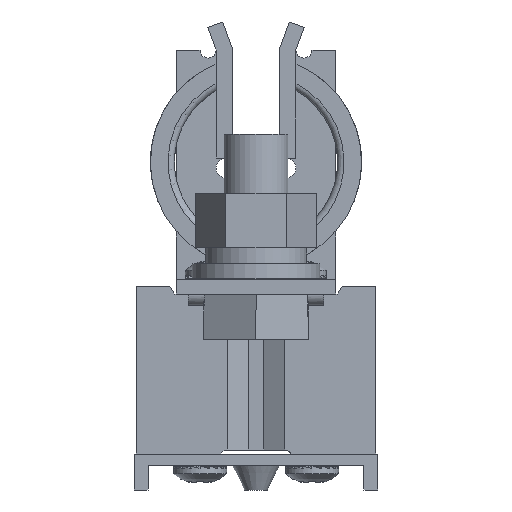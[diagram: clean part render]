
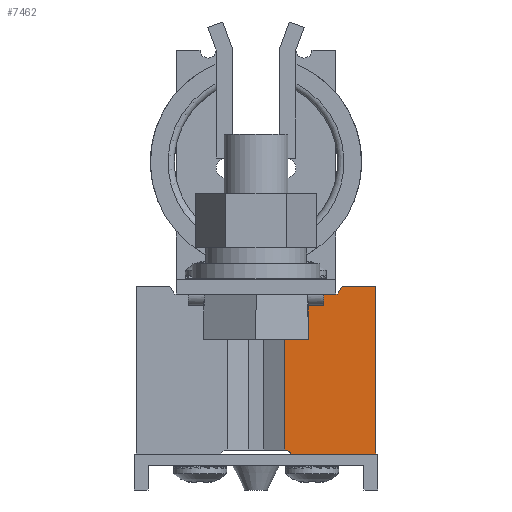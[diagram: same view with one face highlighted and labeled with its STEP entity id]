
A CAD part, front view. The second image highlights one B-rep face of the part: STEP entity #7462.
In plain terms, the highlighted planar face has unit normal (0, -1, 0).
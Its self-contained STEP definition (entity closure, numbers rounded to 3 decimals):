
#6668=FACE_OUTER_BOUND('',#9119,.T.);
#7462=ADVANCED_FACE('',(#6668),#8158,.T.);
#8158=PLANE('',#21946);
#9119=EDGE_LOOP('',(#12682,#12683,#12684,#12685,#12686,#12687,#12688,#12689,
#12690));
#12682=ORIENTED_EDGE('',*,*,#17307,.F.);
#12683=ORIENTED_EDGE('',*,*,#17276,.F.);
#12684=ORIENTED_EDGE('',*,*,#17255,.F.);
#12685=ORIENTED_EDGE('',*,*,#17308,.F.);
#12686=ORIENTED_EDGE('',*,*,#17283,.F.);
#12687=ORIENTED_EDGE('',*,*,#17289,.T.);
#12688=ORIENTED_EDGE('',*,*,#17274,.T.);
#12689=ORIENTED_EDGE('',*,*,#15962,.T.);
#12690=ORIENTED_EDGE('',*,*,#17267,.F.);
#14480=VERTEX_POINT('',#27090);
#14481=VERTEX_POINT('',#27092);
#15364=VERTEX_POINT('',#31301);
#15365=VERTEX_POINT('',#31303);
#15373=VERTEX_POINT('',#31324);
#15377=VERTEX_POINT('',#31340);
#15378=VERTEX_POINT('',#31344);
#15384=VERTEX_POINT('',#31359);
#15385=VERTEX_POINT('',#31360);
#15962=EDGE_CURVE('',#14481,#14480,#18149,.T.);
#17255=EDGE_CURVE('',#15364,#15365,#18969,.T.);
#17267=EDGE_CURVE('',#15373,#14480,#18981,.T.);
#17274=EDGE_CURVE('',#15377,#14481,#18988,.T.);
#17276=EDGE_CURVE('',#15365,#15378,#18990,.T.);
#17283=EDGE_CURVE('',#15384,#15385,#18997,.T.);
#17289=EDGE_CURVE('',#15384,#15377,#19003,.T.);
#17307=EDGE_CURVE('',#15378,#15373,#19021,.T.);
#17308=EDGE_CURVE('',#15385,#15364,#19022,.T.);
#18149=LINE('',#27091,#19640);
#18969=LINE('',#31302,#20460);
#18981=LINE('',#31325,#20472);
#18988=LINE('',#31339,#20479);
#18990=LINE('',#31343,#20481);
#18997=LINE('',#31358,#20488);
#19003=LINE('',#31370,#20494);
#19021=LINE('',#31402,#20512);
#19022=LINE('',#31403,#20513);
#19640=VECTOR('',#22526,1.);
#20460=VECTOR('',#25044,1.);
#20472=VECTOR('',#25060,1.);
#20479=VECTOR('',#25075,1.);
#20481=VECTOR('',#25079,1.);
#20488=VECTOR('',#25090,1.);
#20494=VECTOR('',#25100,1.);
#20512=VECTOR('',#25132,1.);
#20513=VECTOR('',#25133,1.);
#21946=AXIS2_PLACEMENT_3D('',#31404,#25134,#25135);
#22526=DIRECTION('',(1.,0.,0.));
#25044=DIRECTION('',(1.,0.,0.));
#25060=DIRECTION('',(0.,0.,-1.));
#25075=DIRECTION('',(0.707,0.,-0.707));
#25079=DIRECTION('',(0.5,0.,0.866));
#25090=DIRECTION('',(0.,0.,1.));
#25100=DIRECTION('',(1.,0.,0.));
#25132=DIRECTION('',(1.,0.,0.));
#25133=DIRECTION('',(1.,0.,0.));
#25134=DIRECTION('',(0.,-1.,0.));
#25135=DIRECTION('',(0.,0.,-1.));
#27090=CARTESIAN_POINT('',(30.2,17.5,4.5));
#27091=CARTESIAN_POINT('',(19.7,17.5,4.5));
#27092=CARTESIAN_POINT('',(19.7,17.5,4.5));
#31301=CARTESIAN_POINT('',(25.2,17.5,24.5));
#31302=CARTESIAN_POINT('',(25.2,17.5,24.5));
#31303=CARTESIAN_POINT('',(25.4,17.5,24.5));
#31324=CARTESIAN_POINT('',(30.2,17.5,25.5));
#31325=CARTESIAN_POINT('',(30.2,17.5,4.5));
#31339=CARTESIAN_POINT('',(19.2,17.5,5.));
#31340=CARTESIAN_POINT('',(19.2,17.5,5.));
#31343=CARTESIAN_POINT('',(25.4,17.5,24.5));
#31344=CARTESIAN_POINT('',(25.977,17.5,25.5));
#31358=CARTESIAN_POINT('',(18.798,17.5,5.));
#31359=CARTESIAN_POINT('',(18.798,17.5,5.));
#31360=CARTESIAN_POINT('',(18.798,17.5,24.5));
#31370=CARTESIAN_POINT('',(18.798,17.5,5.));
#31402=CARTESIAN_POINT('',(25.977,17.5,25.5));
#31403=CARTESIAN_POINT('',(25.2,17.5,24.5));
#31404=CARTESIAN_POINT('',(0.2,17.5,25.5));
